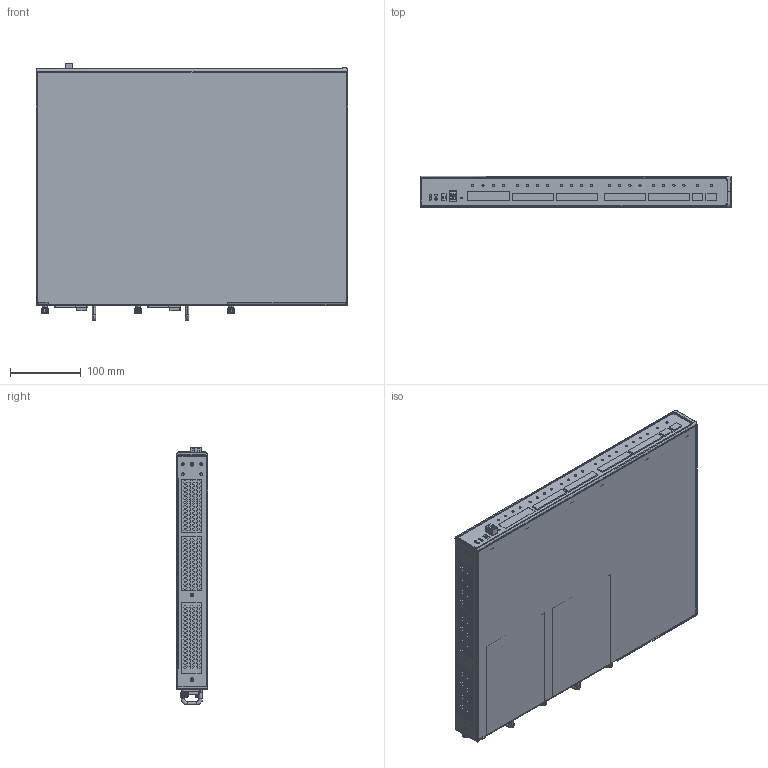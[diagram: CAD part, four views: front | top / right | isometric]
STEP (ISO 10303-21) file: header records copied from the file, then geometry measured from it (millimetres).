
FILE_DESCRIPTION((''),'2;1');
FILE_NAME('ASM_SH6428_ASM','2022-03-29T',('admin'),(''),'PRO/ENGINEER BY PARAMETRIC TECHNOLOGY CORPORATION, 2013230','PRO/ENGINEER BY PARAMETRIC TECHNOLOGY CORPORATION, 2013230','');
FILE_SCHEMA(('AUTOMOTIVE_DESIGN { 1 0 10303 214 1 1 1 1 }'));
Products named in the file (25): 01TOP_6; MANIFOLD_SOLID_BREP_100173; 02BOTTOM_5_ASM; ASM_02BOTTOM_ASM_3_ASM; MANIFOLD_SOLID_BREP_14666_1; 02_POWER_BOTTOM_7_ASM_1_ASM; GONGZILUODING_2_1; ASM_POWER_BOTTOM_ASM_4_ASM_1_ASM; MANIFOLD_SOLID_BREP_39057_1; 01_POWER_TOP_5_ASM_1_ASM; HANDLE2_1_1; JIZHILUODING_1_1; AC-PLUG_4_1; SWITCH_ASM_1_1; FRAME_1_2; ASM_SWITCH_ASM_1_ASM_1_ASM; ASM_ASM_7_ASM_2_ASM; 10POWER_ASM_1_ASM; BOMAKAIGUAN_8_1; MANIFOLD_SOLID_BREP_188860; MANIFOLD_SOLID_BREP_189160; DUANZITAI_MUZUO_7_ASM; ASM_ASM_8_ASM; SG2422FGONGYE_QIANLIAN; ASM_SH6428_ASM
Assembly tree (34 placements, depth 7):
  ASM_SH6428_ASM
    ASM_ASM_8_ASM
      01TOP_6
      ASM_02BOTTOM_ASM_3_ASM
        02BOTTOM_5_ASM
          MANIFOLD_SOLID_BREP_100173
      10POWER_ASM_1_ASM  x2
        ASM_ASM_7_ASM_2_ASM
          ASM_POWER_BOTTOM_ASM_4_ASM_1_ASM
            02_POWER_BOTTOM_7_ASM_1_ASM
              MANIFOLD_SOLID_BREP_14666_1
            GONGZILUODING_2_1  x2
          01_POWER_TOP_5_ASM_1_ASM
            MANIFOLD_SOLID_BREP_39057_1
          HANDLE2_1_1
          JIZHILUODING_1_1  x9
          ASM_SWITCH_ASM_1_ASM_1_ASM
            AC-PLUG_4_1
            SWITCH_ASM_1_1
            FRAME_1_2
      BOMAKAIGUAN_8_1
      DUANZITAI_MUZUO_7_ASM
        MANIFOLD_SOLID_BREP_188860
        MANIFOLD_SOLID_BREP_189160
    SG2422FGONGYE_QIANLIAN
Bounding box: 440 x 44 x 364.65 mm (x, y, z)
Surface area: 938254.9 mm2
Topology: 45 solids, 45 shells, 5511 faces, 15852 edges, 10648 vertices
Faces by surface type: plane 4415, cylinder 945, cone 108, torus 16, extrusion 14, sphere 9, bspline 4
Entity records: 143590 total; most frequent: CARTESIAN_POINT 28139, ORIENTED_EDGE 23852, DIRECTION 20872, EDGE_CURVE 11926, VECTOR 10822, LINE 10808, VERTEX_POINT 7933, EDGE_LOOP 5217
